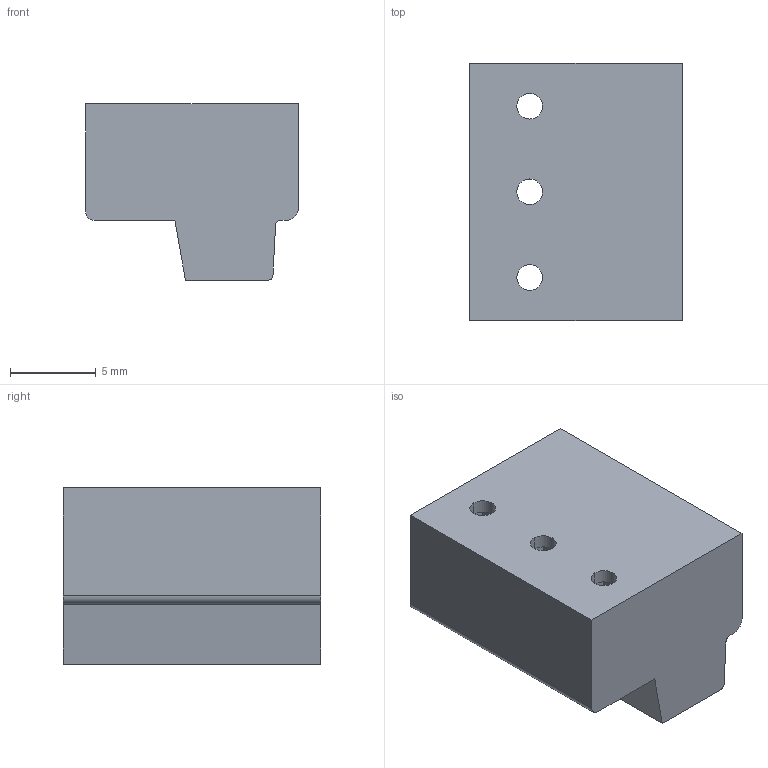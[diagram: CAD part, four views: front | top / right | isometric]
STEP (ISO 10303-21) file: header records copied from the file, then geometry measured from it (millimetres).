
FILE_DESCRIPTION((''),'2;1');
FILE_NAME('TL222T-XXP','2024-12-09T08:46:47',('sheji'),(''),'CREO PARAMETRIC BY PTC INC, 2018100','CREO PARAMETRIC BY PTC INC, 2018100','');
FILE_SCHEMA(('CONFIG_CONTROL_DESIGN'));
Length unit declared in the file: millimetre
Products named in the file (1): TL222T-XXP
Bounding box: 12.4 x 15 x 10.3 mm (x, y, z)
Volume: 1309 mm3; surface area: 1268.9 mm2
Topology: 1 solids, 1 shells, 176 faces, 468 edges, 306 vertices
Faces by surface type: plane 145, cylinder 31
Entity records: 5452 total; most frequent: CARTESIAN_POINT 950, ORIENTED_EDGE 936, DIRECTION 894, EDGE_CURVE 468, VECTOR 394, LINE 394, VERTEX_POINT 306, AXIS2_PLACEMENT_3D 250
